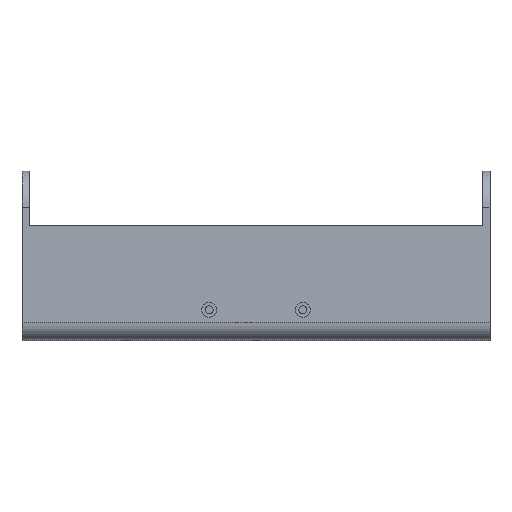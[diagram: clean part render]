
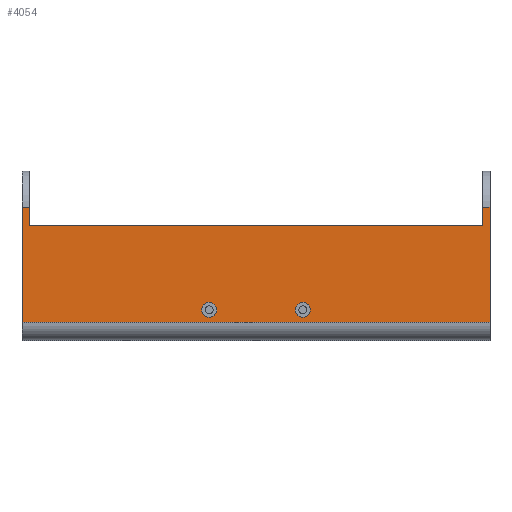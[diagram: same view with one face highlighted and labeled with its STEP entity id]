
A CAD part, top view. The second image highlights one B-rep face of the part: STEP entity #4054.
In plain terms, the highlighted planar face has unit normal (0, 0, 1).
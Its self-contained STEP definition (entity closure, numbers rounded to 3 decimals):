
#60 = VECTOR ( 'NONE', #266, 1000. ) ;
#64 = ORIENTED_EDGE ( 'NONE', *, *, #5310, .T. ) ;
#90 = ORIENTED_EDGE ( 'NONE', *, *, #1736, .T. ) ;
#154 = CARTESIAN_POINT ( 'NONE',  ( -65., 2., 25. ) ) ;
#167 = CARTESIAN_POINT ( 'NONE',  ( -65., 2., 25. ) ) ;
#178 = ORIENTED_EDGE ( 'NONE', *, *, #5061, .T. ) ;
#203 = DIRECTION ( 'NONE',  ( 0., 0., -1. ) ) ;
#266 = DIRECTION ( 'NONE',  ( -1., 0., 0. ) ) ;
#270 = EDGE_CURVE ( 'NONE', #2884, #366, #3136, .T. ) ;
#279 = LINE ( 'NONE', #5071, #4475 ) ;
#363 = CARTESIAN_POINT ( 'NONE',  ( 13., 8.5, 25. ) ) ;
#366 = VERTEX_POINT ( 'NONE', #4529 ) ;
#378 = EDGE_CURVE ( 'NONE', #5463, #4774, #3645, .T. ) ;
#430 = VERTEX_POINT ( 'NONE', #5427 ) ;
#572 = CARTESIAN_POINT ( 'NONE',  ( -65., 5., 25. ) ) ;
#588 = AXIS2_PLACEMENT_3D ( 'NONE', #2882, #1977, #4589 ) ;
#637 = DIRECTION ( 'NONE',  ( 0., -1., 0. ) ) ;
#696 = EDGE_CURVE ( 'NONE', #430, #3892, #3239, .T. ) ;
#753 = VECTOR ( 'NONE', #637, 1000. ) ;
#858 = CARTESIAN_POINT ( 'NONE',  ( -65., 37., 25. ) ) ;
#1078 = ORIENTED_EDGE ( 'NONE', *, *, #4884, .T. ) ;
#1226 = VECTOR ( 'NONE', #4605, 1000. ) ;
#1242 = AXIS2_PLACEMENT_3D ( 'NONE', #154, #203, #4850 ) ;
#1266 = DIRECTION ( 'NONE',  ( -1., 0., 0. ) ) ;
#1283 = LINE ( 'NONE', #4692, #1506 ) ;
#1352 = CIRCLE ( 'NONE', #2448, 2.1 ) ;
#1360 = CARTESIAN_POINT ( 'NONE',  ( -63., 37., 25. ) ) ;
#1417 = CARTESIAN_POINT ( 'NONE',  ( -10.9, 8.5, 25. ) ) ;
#1506 = VECTOR ( 'NONE', #5582, 1000. ) ;
#1590 = VECTOR ( 'NONE', #5416, 1000. ) ;
#1633 = CARTESIAN_POINT ( 'NONE',  ( 15.1, 8.5, 25. ) ) ;
#1704 = EDGE_CURVE ( 'NONE', #366, #2884, #1352, .T. ) ;
#1716 = DIRECTION ( 'NONE',  ( -1., 0., 0. ) ) ;
#1736 = EDGE_CURVE ( 'NONE', #430, #4774, #2397, .T. ) ;
#1890 = ORIENTED_EDGE ( 'NONE', *, *, #3550, .T. ) ;
#1918 = CARTESIAN_POINT ( 'NONE',  ( 65., 5., 25. ) ) ;
#1977 = DIRECTION ( 'NONE',  ( 0., 0., -1. ) ) ;
#2283 = VERTEX_POINT ( 'NONE', #1417 ) ;
#2289 = LINE ( 'NONE', #167, #3753 ) ;
#2397 = LINE ( 'NONE', #4544, #1590 ) ;
#2411 = AXIS2_PLACEMENT_3D ( 'NONE', #5297, #2648, #3179 ) ;
#2448 = AXIS2_PLACEMENT_3D ( 'NONE', #5263, #3439, #1716 ) ;
#2648 = DIRECTION ( 'NONE',  ( 0., 0., -1. ) ) ;
#2690 = CARTESIAN_POINT ( 'NONE',  ( 63., 32., 25. ) ) ;
#2714 = DIRECTION ( 'NONE',  ( 0., -1., 0. ) ) ;
#2773 = EDGE_LOOP ( 'NONE', ( #5081, #3656 ) ) ;
#2804 = EDGE_CURVE ( 'NONE', #4062, #5463, #279, .T. ) ;
#2819 = DIRECTION ( 'NONE',  ( 1., 0., 0. ) ) ;
#2873 = CARTESIAN_POINT ( 'NONE',  ( -65., 5., 25. ) ) ;
#2882 = CARTESIAN_POINT ( 'NONE',  ( -13., 8.5, 25. ) ) ;
#2884 = VERTEX_POINT ( 'NONE', #1633 ) ;
#2976 = CARTESIAN_POINT ( 'NONE',  ( 63., 37., 25. ) ) ;
#3000 = EDGE_LOOP ( 'NONE', ( #1078, #64, #4505, #90, #3472, #4057, #3323, #1890 ) ) ;
#3057 = CARTESIAN_POINT ( 'NONE',  ( -15.1, 8.5, 25. ) ) ;
#3069 = EDGE_CURVE ( 'NONE', #2283, #3710, #4942, .T. ) ;
#3136 = CIRCLE ( 'NONE', #4318, 2.1 ) ;
#3179 = DIRECTION ( 'NONE',  ( 1., 0., 0. ) ) ;
#3189 = CARTESIAN_POINT ( 'NONE',  ( 63., 2., 25. ) ) ;
#3239 = LINE ( 'NONE', #3662, #753 ) ;
#3252 = VERTEX_POINT ( 'NONE', #858 ) ;
#3278 = VECTOR ( 'NONE', #4958, 1000. ) ;
#3323 = ORIENTED_EDGE ( 'NONE', *, *, #3365, .T. ) ;
#3365 = EDGE_CURVE ( 'NONE', #4062, #5374, #1283, .T. ) ;
#3439 = DIRECTION ( 'NONE',  ( 0., 0., -1. ) ) ;
#3472 = ORIENTED_EDGE ( 'NONE', *, *, #378, .F. ) ;
#3476 = CIRCLE ( 'NONE', #588, 2.1 ) ;
#3538 = CARTESIAN_POINT ( 'NONE',  ( -63., 32., 25. ) ) ;
#3550 = EDGE_CURVE ( 'NONE', #5374, #3252, #4996, .T. ) ;
#3645 = LINE ( 'NONE', #3189, #3278 ) ;
#3656 = ORIENTED_EDGE ( 'NONE', *, *, #270, .T. ) ;
#3662 = CARTESIAN_POINT ( 'NONE',  ( 65., 2., 25. ) ) ;
#3710 = VERTEX_POINT ( 'NONE', #3057 ) ;
#3753 = VECTOR ( 'NONE', #2714, 1000. ) ;
#3892 = VERTEX_POINT ( 'NONE', #1918 ) ;
#3976 = PLANE ( 'NONE',  #1242 ) ;
#4032 = FACE_BOUND ( 'NONE', #2773, .T. ) ;
#4054 = ADVANCED_FACE ( 'NONE', ( #4478, #4032, #4083 ), #3976, .F. ) ;
#4057 = ORIENTED_EDGE ( 'NONE', *, *, #2804, .F. ) ;
#4062 = VERTEX_POINT ( 'NONE', #3538 ) ;
#4083 = FACE_OUTER_BOUND ( 'NONE', #3000, .T. ) ;
#4318 = AXIS2_PLACEMENT_3D ( 'NONE', #363, #4854, #1266 ) ;
#4403 = ORIENTED_EDGE ( 'NONE', *, *, #3069, .T. ) ;
#4475 = VECTOR ( 'NONE', #2819, 1000. ) ;
#4478 = FACE_BOUND ( 'NONE', #4859, .T. ) ;
#4481 = CARTESIAN_POINT ( 'NONE',  ( -65., 37., 25. ) ) ;
#4505 = ORIENTED_EDGE ( 'NONE', *, *, #696, .F. ) ;
#4529 = CARTESIAN_POINT ( 'NONE',  ( 10.9, 8.5, 25. ) ) ;
#4544 = CARTESIAN_POINT ( 'NONE',  ( -65., 37., 25. ) ) ;
#4589 = DIRECTION ( 'NONE',  ( 1., 0., 0. ) ) ;
#4605 = DIRECTION ( 'NONE',  ( 1., 0., 0. ) ) ;
#4692 = CARTESIAN_POINT ( 'NONE',  ( -63., 2., 25. ) ) ;
#4774 = VERTEX_POINT ( 'NONE', #2976 ) ;
#4850 = DIRECTION ( 'NONE',  ( -1., 0., 0. ) ) ;
#4854 = DIRECTION ( 'NONE',  ( 0., 0., -1. ) ) ;
#4859 = EDGE_LOOP ( 'NONE', ( #178, #4403 ) ) ;
#4884 = EDGE_CURVE ( 'NONE', #3252, #5421, #2289, .T. ) ;
#4942 = CIRCLE ( 'NONE', #2411, 2.1 ) ;
#4958 = DIRECTION ( 'NONE',  ( 0., 1., 0. ) ) ;
#4996 = LINE ( 'NONE', #4481, #60 ) ;
#5032 = LINE ( 'NONE', #2873, #1226 ) ;
#5061 = EDGE_CURVE ( 'NONE', #3710, #2283, #3476, .T. ) ;
#5071 = CARTESIAN_POINT ( 'NONE',  ( -63., 32., 25. ) ) ;
#5081 = ORIENTED_EDGE ( 'NONE', *, *, #1704, .T. ) ;
#5263 = CARTESIAN_POINT ( 'NONE',  ( 13., 8.5, 25. ) ) ;
#5297 = CARTESIAN_POINT ( 'NONE',  ( -13., 8.5, 25. ) ) ;
#5310 = EDGE_CURVE ( 'NONE', #5421, #3892, #5032, .T. ) ;
#5374 = VERTEX_POINT ( 'NONE', #1360 ) ;
#5416 = DIRECTION ( 'NONE',  ( -1., 0., 0. ) ) ;
#5421 = VERTEX_POINT ( 'NONE', #572 ) ;
#5427 = CARTESIAN_POINT ( 'NONE',  ( 65., 37., 25. ) ) ;
#5463 = VERTEX_POINT ( 'NONE', #2690 ) ;
#5582 = DIRECTION ( 'NONE',  ( 0., 1., 0. ) ) ;
